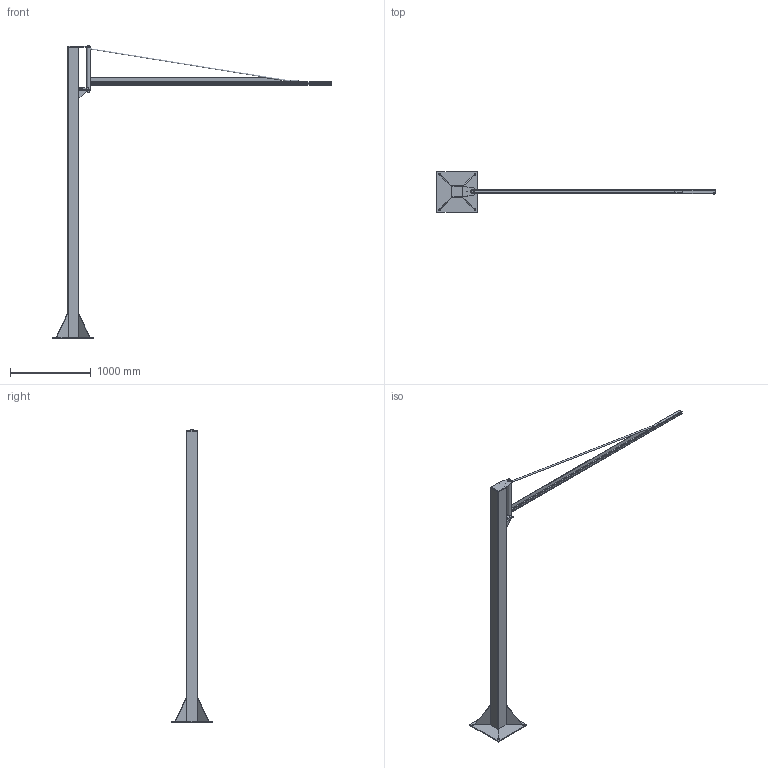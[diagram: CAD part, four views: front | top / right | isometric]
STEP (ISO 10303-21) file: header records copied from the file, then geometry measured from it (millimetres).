
FILE_DESCRIPTION(('STEP AP214'),'1');
FILE_NAME('ngkran PKF 85-3.stp','2018-02-06T15:21:47',(' '),(' '),'Spatial InterOp 3D',' ',' ');
FILE_SCHEMA(('automotive_design'));
Length unit declared in the file: millimetre
Products named in the file (43): Pelare 1; Kil 300x200, T=8; Pelarefot Pelare I; Broms Pelare I; Bromsback Pelare I; Bolt Assembly; Tryckfjäder Ø14/10,5, L=24; M6M M10; Gängstång M10x80; Axel I; Axelkant  I; Distansbricka I; Hylsa I; Bultf_rband M6x35, M6 L_smutter; M6S M6x35; DIN_985 M6; Övre Fästöra I; Undre Färstöra I; Förstärkningsplåt I; Part1; PMH Pelarsvangkran Frej 85-3; F0085-3; Ø48.3, L = 520 T = 4; Profil 4; Plattjärn; _ndstopp Profil 4; Hydraulrör, L=42; Polyfjäder 25s/10; Bultf_rband M8x60; M6S M8x60; DIN_985 M8; Rundstång
Assembly tree (42 placements, depth 5):
  PMH Pelarsvangkran Frej 85-3
    Pelare 1
      Kil 300x200, T=8
      Kil 300x200, T=8
      Kil 300x200, T=8
      Kil 300x200, T=8
      Pelarefot Pelare I
      Broms Pelare I
        Bromsback Pelare I
        Bolt Assembly
          Tryckfjäder Ø14/10,5, L=24
          M6M M10
          M6M M10
          Gängstång M10x80
        Bolt Assembly
          Tryckfjäder Ø14/10,5, L=24
          M6M M10
          M6M M10
          Gängstång M10x80
      Axel I
        Axelkant  I
        Axel I
        Distansbricka I
        Hylsa I
        Bultf_rband M6x35, M6 L_smutter
          M6S M6x35
          DIN_985 M6
      Övre Fästöra I
      Undre Färstöra I
      Förstärkningsplåt I
      Förstärkningsplåt I
      Part1
    F0085-3
      Ø48.3, L = 520 T = 4
      Profil 4
      Plattjärn
      _ndstopp Profil 4
        Hydraulrör, L=42
        Polyfjäder 25s/10
        Bultf_rband M8x60
          M6S M8x60
          DIN_985 M8
      Rundstång
Bounding box: 3440 x 500 x 3620 mm (x, y, z)
Volume: 77720356.7 mm3; surface area: 4421636.9 mm2
Topology: 33 solids, 33 shells, 354 faces, 772 edges, 481 vertices
Faces by surface type: plane 190, cone 95, cylinder 62, bspline 6, torus 1
Full cylindrical faces by diameter (mm): 4.5 x1, 5.46 x1, 6 x2, 7 x3, 7.28 x1, 8 x2, 9 x3, 10 x6, 11 x2, 12 x1, 13 x1, 16 x2, 20 x8, 21 x2, 25 x1, 26 x2, 27 x1, 40.3 x1, 48.3 x1
Entity records: 16476 total; most frequent: CARTESIAN_POINT 5612, DIRECTION 1515, ORIENTED_EDGE 1388, EDGE_CURVE 694, AXIS2_PLACEMENT_3D 611, VERTEX_POINT 467, EDGE_LOOP 461, FACE_OUTER_BOUND 402
